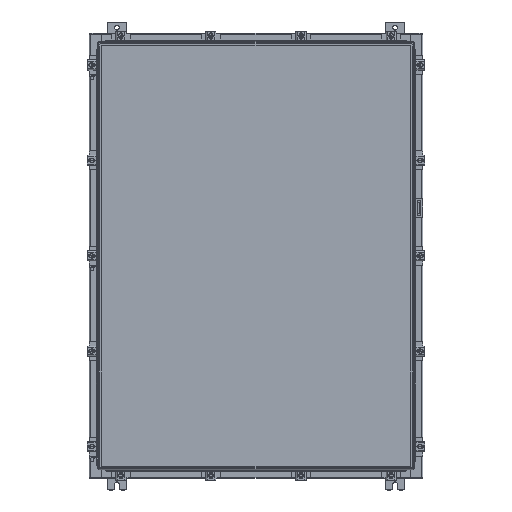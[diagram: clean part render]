
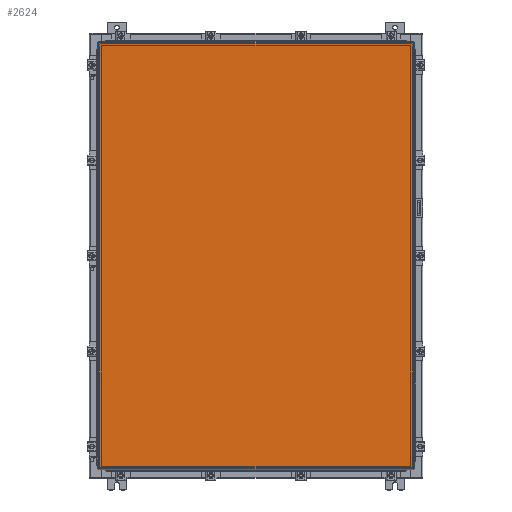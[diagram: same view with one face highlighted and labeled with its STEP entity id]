
A CAD part, top view. The second image highlights one B-rep face of the part: STEP entity #2624.
In plain terms, the highlighted planar face has unit normal (0, 0, 1).
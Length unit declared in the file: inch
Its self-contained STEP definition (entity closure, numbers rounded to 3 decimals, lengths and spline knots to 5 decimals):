
#363 = CARTESIAN_POINT ( 'NONE',  ( -16.9903, 23.0063, 0. ) ) ;
#386 = CARTESIAN_POINT ( 'NONE',  ( -16.9903, -23.0063, 0. ) ) ;
#557 = VERTEX_POINT ( 'NONE', #363 ) ;
#813 = ORIENTED_EDGE ( 'NONE', *, *, #25146, .T. ) ;
#1176 = ORIENTED_EDGE ( 'NONE', *, *, #1499, .T. ) ;
#1499 = EDGE_CURVE ( 'NONE', #10499, #23811, #14844, .T. ) ;
#2514 = LINE ( 'NONE', #386, #13047 ) ;
#2624 = ADVANCED_FACE ( 'NONE', ( #2911 ), #3849, .F. ) ;
#2911 = FACE_OUTER_BOUND ( 'NONE', #22791, .T. ) ;
#3667 = VECTOR ( 'NONE', #22257, 39.37008 ) ;
#3849 = PLANE ( 'NONE',  #11509 ) ;
#6574 = ORIENTED_EDGE ( 'NONE', *, *, #22343, .T. ) ;
#10251 = CARTESIAN_POINT ( 'NONE',  ( 16.9903, 23.0063, 0. ) ) ;
#10477 = DIRECTION ( 'NONE',  ( -1., 0., 0. ) ) ;
#10499 = VERTEX_POINT ( 'NONE', #13551 ) ;
#11336 = CARTESIAN_POINT ( 'NONE',  ( 16.9903, -23.0063, 0. ) ) ;
#11509 = AXIS2_PLACEMENT_3D ( 'NONE', #24761, #20702, #20610 ) ;
#11623 = DIRECTION ( 'NONE',  ( 0., 1., 0. ) ) ;
#13047 = VECTOR ( 'NONE', #17250, 39.37008 ) ;
#13551 = CARTESIAN_POINT ( 'NONE',  ( 16.9903, -23.0063, 0. ) ) ;
#13781 = CARTESIAN_POINT ( 'NONE',  ( -16.9903, 23.0063, 0. ) ) ;
#14844 = LINE ( 'NONE', #11336, #19741 ) ;
#16574 = VECTOR ( 'NONE', #10477, 39.37008 ) ;
#16620 = VERTEX_POINT ( 'NONE', #25437 ) ;
#17250 = DIRECTION ( 'NONE',  ( 1., 0., 0. ) ) ;
#19741 = VECTOR ( 'NONE', #11623, 39.37008 ) ;
#20466 = LINE ( 'NONE', #13781, #3667 ) ;
#20610 = DIRECTION ( 'NONE',  ( -1., 0., 0. ) ) ;
#20702 = DIRECTION ( 'NONE',  ( 0., 0., -1. ) ) ;
#22144 = LINE ( 'NONE', #25201, #16574 ) ;
#22257 = DIRECTION ( 'NONE',  ( 0., -1., 0. ) ) ;
#22343 = EDGE_CURVE ( 'NONE', #23811, #557, #22144, .T. ) ;
#22791 = EDGE_LOOP ( 'NONE', ( #813, #1176, #6574, #25615 ) ) ;
#23811 = VERTEX_POINT ( 'NONE', #10251 ) ;
#24098 = EDGE_CURVE ( 'NONE', #557, #16620, #20466, .T. ) ;
#24761 = CARTESIAN_POINT ( 'NONE',  ( 0., 0., 0. ) ) ;
#25146 = EDGE_CURVE ( 'NONE', #16620, #10499, #2514, .T. ) ;
#25201 = CARTESIAN_POINT ( 'NONE',  ( 16.9903, 23.0063, 0. ) ) ;
#25437 = CARTESIAN_POINT ( 'NONE',  ( -16.9903, -23.0063, 0. ) ) ;
#25615 = ORIENTED_EDGE ( 'NONE', *, *, #24098, .T. ) ;
